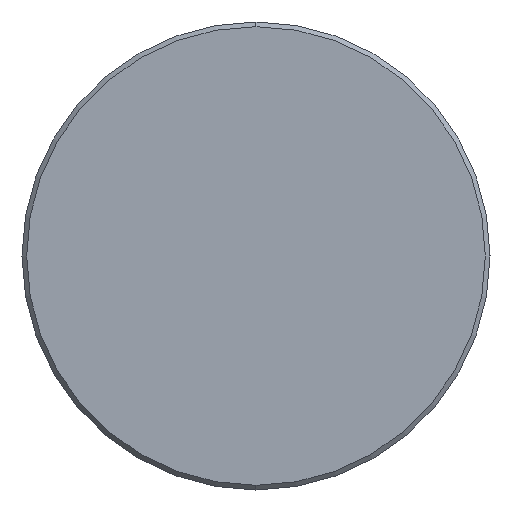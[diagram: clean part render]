
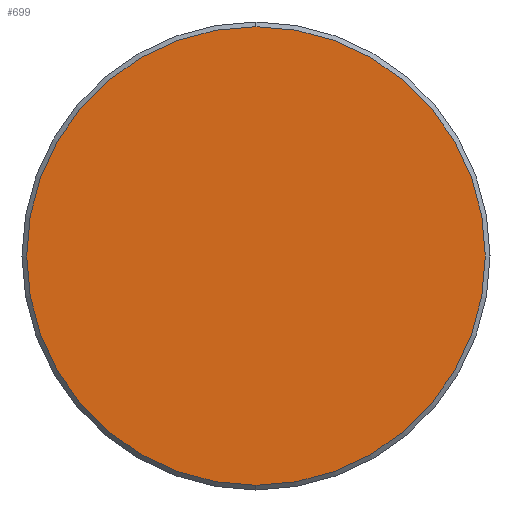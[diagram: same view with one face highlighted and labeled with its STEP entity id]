
A CAD part, left-side view. The second image highlights one B-rep face of the part: STEP entity #699.
In plain terms, the highlighted planar face has unit normal (-1, 0, 0).
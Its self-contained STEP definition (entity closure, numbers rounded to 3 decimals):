
#41 = CIRCLE ( 'NONE', #520, 14.7 ) ;
#75 = DIRECTION ( 'NONE',  ( 0., 0., -1. ) ) ;
#134 = DIRECTION ( 'NONE',  ( -1., 0., 0. ) ) ;
#177 = EDGE_CURVE ( 'NONE', #179, #902, #41, .T. ) ;
#178 = CARTESIAN_POINT ( 'NONE',  ( -153.65, 0., 0. ) ) ;
#179 = VERTEX_POINT ( 'NONE', #321 ) ;
#263 = ORIENTED_EDGE ( 'NONE', *, *, #762, .T. ) ;
#300 = AXIS2_PLACEMENT_3D ( 'NONE', #469, #134, #742 ) ;
#321 = CARTESIAN_POINT ( 'NONE',  ( -153.65, 0., -14.7 ) ) ;
#458 = DIRECTION ( 'NONE',  ( -1., 0., 0. ) ) ;
#469 = CARTESIAN_POINT ( 'NONE',  ( -153.65, 0., 0. ) ) ;
#508 = DIRECTION ( 'NONE',  ( -1., 0., 0. ) ) ;
#520 = AXIS2_PLACEMENT_3D ( 'NONE', #178, #508, #75 ) ;
#543 = EDGE_LOOP ( 'NONE', ( #966, #263 ) ) ;
#545 = CIRCLE ( 'NONE', #300, 14.7 ) ;
#552 = CARTESIAN_POINT ( 'NONE',  ( -153.65, -14.876, -14.876 ) ) ;
#694 = AXIS2_PLACEMENT_3D ( 'NONE', #552, #458, #984 ) ;
#699 = ADVANCED_FACE ( 'NONE', ( #1092 ), #876, .T. ) ;
#742 = DIRECTION ( 'NONE',  ( 0., 0., -1. ) ) ;
#762 = EDGE_CURVE ( 'NONE', #902, #179, #545, .T. ) ;
#876 = PLANE ( 'NONE',  #694 ) ;
#902 = VERTEX_POINT ( 'NONE', #1088 ) ;
#966 = ORIENTED_EDGE ( 'NONE', *, *, #177, .T. ) ;
#984 = DIRECTION ( 'NONE',  ( 0., 0., 1. ) ) ;
#1088 = CARTESIAN_POINT ( 'NONE',  ( -153.65, 0., 14.7 ) ) ;
#1092 = FACE_OUTER_BOUND ( 'NONE', #543, .T. ) ;
